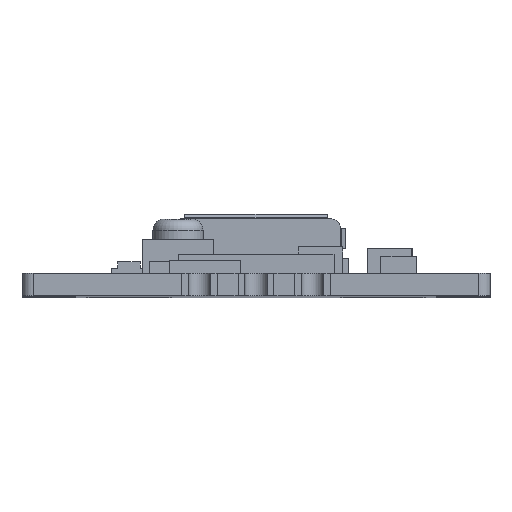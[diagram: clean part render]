
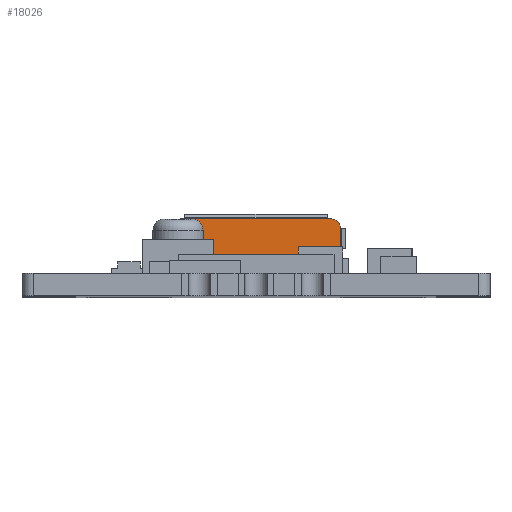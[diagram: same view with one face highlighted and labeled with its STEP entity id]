
A CAD part, top view. The second image highlights one B-rep face of the part: STEP entity #18026.
In plain terms, the highlighted face is planar.
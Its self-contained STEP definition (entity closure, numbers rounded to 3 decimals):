
#17646 = EDGE_CURVE('',#17647,#17649,#17651,.T.);
#17647 = VERTEX_POINT('',#17648);
#17648 = CARTESIAN_POINT('',(-3.689,-0.234,-2.5));
#17649 = VERTEX_POINT('',#17650);
#17650 = CARTESIAN_POINT('',(-2.894,-1.126,-2.5));
#17651 = LINE('',#17652,#17653);
#17652 = CARTESIAN_POINT('',(-3.689,-0.234,-2.5));
#17653 = VECTOR('',#17654,1.);
#17654 = DIRECTION('',(0.665,-0.747,0.));
#17686 = EDGE_CURVE('',#17687,#17647,#17689,.T.);
#17687 = VERTEX_POINT('',#17688);
#17688 = CARTESIAN_POINT('',(-3.79,0.032,-2.5));
#17689 = CIRCLE('',#17690,0.4);
#17690 = AXIS2_PLACEMENT_3D('',#17691,#17692,#17693);
#17691 = CARTESIAN_POINT('',(-3.39,0.032,-2.5));
#17692 = DIRECTION('',(0.,0.,1.));
#17693 = DIRECTION('',(1.,0.,-0.));
#17719 = EDGE_CURVE('',#17720,#17687,#17722,.T.);
#17720 = VERTEX_POINT('',#17721);
#17721 = CARTESIAN_POINT('',(-3.79,0.86,-2.5));
#17722 = LINE('',#17723,#17724);
#17723 = CARTESIAN_POINT('',(-3.79,0.86,-2.5));
#17724 = VECTOR('',#17725,1.);
#17725 = DIRECTION('',(0.,-1.,0.));
#17750 = EDGE_CURVE('',#17751,#17720,#17753,.T.);
#17751 = VERTEX_POINT('',#17752);
#17752 = CARTESIAN_POINT('',(-3.39,1.26,-2.5));
#17753 = CIRCLE('',#17754,0.4);
#17754 = AXIS2_PLACEMENT_3D('',#17755,#17756,#17757);
#17755 = CARTESIAN_POINT('',(-3.39,0.86,-2.5));
#17756 = DIRECTION('',(0.,0.,1.));
#17757 = DIRECTION('',(-1.,0.,0.));
#17783 = EDGE_CURVE('',#17784,#17751,#17786,.T.);
#17784 = VERTEX_POINT('',#17785);
#17785 = CARTESIAN_POINT('',(3.39,1.26,-2.5));
#17786 = LINE('',#17787,#17788);
#17787 = CARTESIAN_POINT('',(-3.39,1.26,-2.5));
#17788 = VECTOR('',#17789,1.);
#17789 = DIRECTION('',(-1.,0.,0.));
#17814 = EDGE_CURVE('',#17815,#17784,#17817,.T.);
#17815 = VERTEX_POINT('',#17816);
#17816 = CARTESIAN_POINT('',(3.79,0.86,-2.5));
#17817 = CIRCLE('',#17818,0.4);
#17818 = AXIS2_PLACEMENT_3D('',#17819,#17820,#17821);
#17819 = CARTESIAN_POINT('',(3.39,0.86,-2.5));
#17820 = DIRECTION('',(0.,0.,1.));
#17821 = DIRECTION('',(1.,0.,-0.));
#17847 = EDGE_CURVE('',#17848,#17815,#17850,.T.);
#17848 = VERTEX_POINT('',#17849);
#17849 = CARTESIAN_POINT('',(3.79,0.032,-2.5));
#17850 = LINE('',#17851,#17852);
#17851 = CARTESIAN_POINT('',(3.79,0.86,-2.5));
#17852 = VECTOR('',#17853,1.);
#17853 = DIRECTION('',(0.,1.,0.));
#17878 = EDGE_CURVE('',#17879,#17848,#17881,.T.);
#17879 = VERTEX_POINT('',#17880);
#17880 = CARTESIAN_POINT('',(3.689,-0.234,-2.5));
#17881 = CIRCLE('',#17882,0.4);
#17882 = AXIS2_PLACEMENT_3D('',#17883,#17884,#17885);
#17883 = CARTESIAN_POINT('',(3.39,0.032,-2.5));
#17884 = DIRECTION('',(0.,0.,1.));
#17885 = DIRECTION('',(-1.,0.,0.));
#17911 = EDGE_CURVE('',#17912,#17879,#17914,.T.);
#17912 = VERTEX_POINT('',#17913);
#17913 = CARTESIAN_POINT('',(2.894,-1.126,-2.5));
#17914 = LINE('',#17915,#17916);
#17915 = CARTESIAN_POINT('',(3.689,-0.234,-2.5));
#17916 = VECTOR('',#17917,1.);
#17917 = DIRECTION('',(0.665,0.747,0.));
#17942 = EDGE_CURVE('',#17943,#17912,#17945,.T.);
#17943 = VERTEX_POINT('',#17944);
#17944 = CARTESIAN_POINT('',(2.596,-1.26,-2.5));
#17945 = CIRCLE('',#17946,0.4);
#17946 = AXIS2_PLACEMENT_3D('',#17947,#17948,#17949);
#17947 = CARTESIAN_POINT('',(2.596,-0.86,-2.5));
#17948 = DIRECTION('',(0.,0.,1.));
#17949 = DIRECTION('',(-1.,0.,0.));
#17975 = EDGE_CURVE('',#17976,#17943,#17978,.T.);
#17976 = VERTEX_POINT('',#17977);
#17977 = CARTESIAN_POINT('',(-2.596,-1.26,-2.5));
#17978 = LINE('',#17979,#17980);
#17979 = CARTESIAN_POINT('',(-2.596,-1.26,-2.5));
#17980 = VECTOR('',#17981,1.);
#17981 = DIRECTION('',(1.,0.,0.));
#18006 = EDGE_CURVE('',#17649,#17976,#18007,.T.);
#18007 = CIRCLE('',#18008,0.4);
#18008 = AXIS2_PLACEMENT_3D('',#18009,#18010,#18011);
#18009 = CARTESIAN_POINT('',(-2.596,-0.86,-2.5));
#18010 = DIRECTION('',(0.,0.,1.));
#18011 = DIRECTION('',(1.,0.,-0.));
#18026 = ADVANCED_FACE('',(#18027),#18041,.F.);
#18027 = FACE_BOUND('',#18028,.T.);
#18028 = EDGE_LOOP('',(#18029,#18030,#18031,#18032,#18033,#18034,#18035,
    #18036,#18037,#18038,#18039,#18040));
#18029 = ORIENTED_EDGE('',*,*,#18006,.F.);
#18030 = ORIENTED_EDGE('',*,*,#17646,.F.);
#18031 = ORIENTED_EDGE('',*,*,#17686,.F.);
#18032 = ORIENTED_EDGE('',*,*,#17719,.F.);
#18033 = ORIENTED_EDGE('',*,*,#17750,.F.);
#18034 = ORIENTED_EDGE('',*,*,#17783,.F.);
#18035 = ORIENTED_EDGE('',*,*,#17814,.F.);
#18036 = ORIENTED_EDGE('',*,*,#17847,.F.);
#18037 = ORIENTED_EDGE('',*,*,#17878,.F.);
#18038 = ORIENTED_EDGE('',*,*,#17911,.F.);
#18039 = ORIENTED_EDGE('',*,*,#17942,.F.);
#18040 = ORIENTED_EDGE('',*,*,#17975,.F.);
#18041 = PLANE('',#18042);
#18042 = AXIS2_PLACEMENT_3D('',#18043,#18044,#18045);
#18043 = CARTESIAN_POINT('',(-2.596,-0.86,-2.5));
#18044 = DIRECTION('',(0.,0.,1.));
#18045 = DIRECTION('',(1.,0.,-0.));
